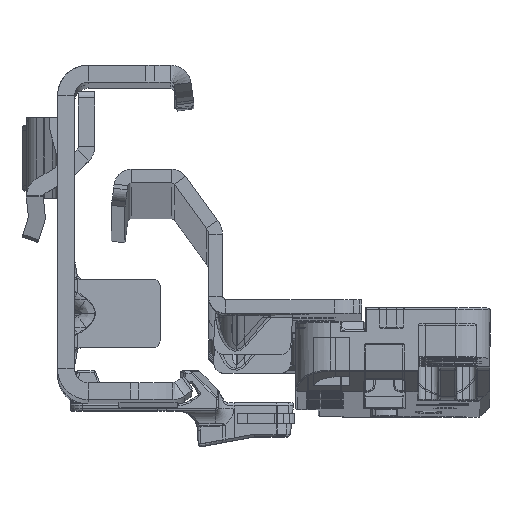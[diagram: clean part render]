
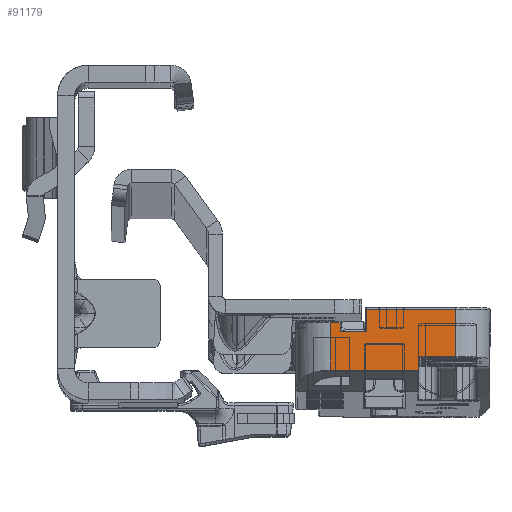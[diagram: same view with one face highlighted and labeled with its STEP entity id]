
A CAD part, top view. The second image highlights one B-rep face of the part: STEP entity #91179.
In plain terms, the highlighted face is planar.
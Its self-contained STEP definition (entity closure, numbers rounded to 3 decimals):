
#911 = EDGE_CURVE ( 'NONE', #56236, #74552, #40428, .T. ) ;
#1620 = VERTEX_POINT ( 'NONE', #21142 ) ;
#3028 = EDGE_LOOP ( 'NONE', ( #105440, #117220, #22468, #7770, #68925, #122006, #30259, #87307, #54263, #77426, #5427, #33914 ) ) ;
#3908 = EDGE_CURVE ( 'NONE', #10894, #43694, #65577, .T. ) ;
#5189 = PLANE ( 'NONE',  #31624 ) ;
#5427 = ORIENTED_EDGE ( 'NONE', *, *, #64808, .T. ) ;
#7222 = CARTESIAN_POINT ( 'NONE',  ( 19.8, -1.15, -284.5 ) ) ;
#7770 = ORIENTED_EDGE ( 'NONE', *, *, #52534, .F. ) ;
#8315 = VECTOR ( 'NONE', #122966, 1000. ) ;
#10894 = VERTEX_POINT ( 'NONE', #79042 ) ;
#10895 = DIRECTION ( 'NONE',  ( 1., 0., 0. ) ) ;
#12901 = AXIS2_PLACEMENT_3D ( 'NONE', #59193, #59826, #10895 ) ;
#13844 = CARTESIAN_POINT ( 'NONE',  ( 4.6, 0.1, -284.5 ) ) ;
#14495 = DIRECTION ( 'NONE',  ( 1., 0., 0. ) ) ;
#14785 = VERTEX_POINT ( 'NONE', #125671 ) ;
#15472 = DIRECTION ( 'NONE',  ( 0., 0., 1. ) ) ;
#16052 = LINE ( 'NONE', #122941, #25866 ) ;
#20730 = VERTEX_POINT ( 'NONE', #78738 ) ;
#21142 = CARTESIAN_POINT ( 'NONE',  ( -13.7, 2.1, -284.5 ) ) ;
#21994 = EDGE_CURVE ( 'NONE', #20730, #32605, #123763, .T. ) ;
#22468 = ORIENTED_EDGE ( 'NONE', *, *, #110904, .T. ) ;
#22474 = EDGE_CURVE ( 'NONE', #10894, #1620, #44432, .T. ) ;
#25866 = VECTOR ( 'NONE', #64332, 1000. ) ;
#30004 = CARTESIAN_POINT ( 'NONE',  ( -8.291, -6.749, -284.5 ) ) ;
#30114 = CARTESIAN_POINT ( 'NONE',  ( -8.273, -6.785, -284.5 ) ) ;
#30259 = ORIENTED_EDGE ( 'NONE', *, *, #92694, .F. ) ;
#31437 = CARTESIAN_POINT ( 'NONE',  ( -8.5, -5., -284.5 ) ) ;
#31624 = AXIS2_PLACEMENT_3D ( 'NONE', #83730, #15472, #105584 ) ;
#32063 = DIRECTION ( 'NONE',  ( 0., 1., 0. ) ) ;
#32605 = VERTEX_POINT ( 'NONE', #111828 ) ;
#33914 = ORIENTED_EDGE ( 'NONE', *, *, #107470, .T. ) ;
#34653 = CARTESIAN_POINT ( 'NONE',  ( -0.75, 2.1, -284.5 ) ) ;
#36145 = EDGE_CURVE ( 'NONE', #14785, #56236, #16052, .T. ) ;
#40283 = CARTESIAN_POINT ( 'NONE',  ( -8.273, -6.785, -284.5 ) ) ;
#40428 =( BOUNDED_CURVE ( )  B_SPLINE_CURVE ( 3, ( #40283, #30004, #51206, #69248 ),
 .UNSPECIFIED., .F., .T. ) 
 B_SPLINE_CURVE_WITH_KNOTS ( ( 4, 4 ),
 ( 1.047, 1.571 ),
 .UNSPECIFIED. ) 
 CURVE ( )  GEOMETRIC_REPRESENTATION_ITEM ( )  RATIONAL_B_SPLINE_CURVE ( ( 1., 0.977, 0.977, 1. ) ) 
 REPRESENTATION_ITEM ( '' )  );
#43694 = VERTEX_POINT ( 'NONE', #31437 ) ;
#44432 = LINE ( 'NONE', #113368, #8315 ) ;
#45113 = LINE ( 'NONE', #74735, #87396 ) ;
#45426 = CARTESIAN_POINT ( 'NONE',  ( 4.6, 0.1, -284.5 ) ) ;
#50560 = DIRECTION ( 'NONE',  ( 0., -1., 0. ) ) ;
#51206 = CARTESIAN_POINT ( 'NONE',  ( -8.3, -6.71, -284.5 ) ) ;
#52534 = EDGE_CURVE ( 'NONE', #14785, #109988, #121308, .T. ) ;
#53380 = CARTESIAN_POINT ( 'NONE',  ( -8.3, -5., -284.5 ) ) ;
#54263 = ORIENTED_EDGE ( 'NONE', *, *, #3908, .F. ) ;
#56236 = VERTEX_POINT ( 'NONE', #30114 ) ;
#57212 = EDGE_CURVE ( 'NONE', #32605, #107501, #101558, .T. ) ;
#57414 = DIRECTION ( 'NONE',  ( 1., 0., 0. ) ) ;
#57558 = VECTOR ( 'NONE', #123127, 1000. ) ;
#59193 = CARTESIAN_POINT ( 'NONE',  ( -8.5, -5.2, -284.5 ) ) ;
#59826 = DIRECTION ( 'NONE',  ( 0., 0., 1. ) ) ;
#63398 = CARTESIAN_POINT ( 'NONE',  ( -8.3, 0., -284.5 ) ) ;
#63870 = VECTOR ( 'NONE', #74612, 1000. ) ;
#64332 = DIRECTION ( 'NONE',  ( -1., 0., 0. ) ) ;
#64808 = EDGE_CURVE ( 'NONE', #1620, #113832, #115409, .T. ) ;
#65404 = VERTEX_POINT ( 'NONE', #76758 ) ;
#65577 = LINE ( 'NONE', #53380, #63870 ) ;
#68925 = ORIENTED_EDGE ( 'NONE', *, *, #36145, .T. ) ;
#69248 = CARTESIAN_POINT ( 'NONE',  ( -8.3, -6.669, -284.5 ) ) ;
#74552 = VERTEX_POINT ( 'NONE', #92335 ) ;
#74581 = CIRCLE ( 'NONE', #12901, 0.2 ) ;
#74612 = DIRECTION ( 'NONE',  ( 1., 0., 0. ) ) ;
#74735 = CARTESIAN_POINT ( 'NONE',  ( -0.75, -0.9, -284.5 ) ) ;
#76758 = CARTESIAN_POINT ( 'NONE',  ( -8.3, -5.2, -284.5 ) ) ;
#77076 = DIRECTION ( 'NONE',  ( 0., -1., 0. ) ) ;
#77426 = ORIENTED_EDGE ( 'NONE', *, *, #22474, .T. ) ;
#78738 = CARTESIAN_POINT ( 'NONE',  ( -0.75, -1.15, -284.5 ) ) ;
#79042 = CARTESIAN_POINT ( 'NONE',  ( -13.7, -5., -284.5 ) ) ;
#79193 = VECTOR ( 'NONE', #50560, 1000. ) ;
#82109 = LINE ( 'NONE', #63398, #79193 ) ;
#83730 = CARTESIAN_POINT ( 'NONE',  ( 19.8, 2.6, -284.5 ) ) ;
#87307 = ORIENTED_EDGE ( 'NONE', *, *, #96432, .T. ) ;
#87396 = VECTOR ( 'NONE', #77076, 1000. ) ;
#91179 = ADVANCED_FACE ( 'NONE', ( #93385 ), #5189, .F. ) ;
#92335 = CARTESIAN_POINT ( 'NONE',  ( -8.3, -6.669, -284.5 ) ) ;
#92694 = EDGE_CURVE ( 'NONE', #65404, #74552, #82109, .T. ) ;
#93385 = FACE_OUTER_BOUND ( 'NONE', #3028, .T. ) ;
#96432 = EDGE_CURVE ( 'NONE', #65404, #43694, #74581, .T. ) ;
#97052 = CARTESIAN_POINT ( 'NONE',  ( 3.15, 0.1, -284.5 ) ) ;
#98338 = VECTOR ( 'NONE', #14495, 1000. ) ;
#101558 = LINE ( 'NONE', #120885, #106831 ) ;
#102061 = LINE ( 'NONE', #13844, #98338 ) ;
#102626 = CARTESIAN_POINT ( 'NONE',  ( 4.6, -242.444, -284.5 ) ) ;
#105440 = ORIENTED_EDGE ( 'NONE', *, *, #21994, .T. ) ;
#105584 = DIRECTION ( 'NONE',  ( 1., 0., 0. ) ) ;
#106831 = VECTOR ( 'NONE', #32063, 1000. ) ;
#107470 = EDGE_CURVE ( 'NONE', #113832, #20730, #45113, .T. ) ;
#107501 = VERTEX_POINT ( 'NONE', #97052 ) ;
#109988 = VERTEX_POINT ( 'NONE', #45426 ) ;
#110904 = EDGE_CURVE ( 'NONE', #107501, #109988, #102061, .T. ) ;
#111828 = CARTESIAN_POINT ( 'NONE',  ( 3.15, -1.15, -284.5 ) ) ;
#113368 = CARTESIAN_POINT ( 'NONE',  ( -13.7, 2., -284.5 ) ) ;
#113832 = VERTEX_POINT ( 'NONE', #34653 ) ;
#115409 = LINE ( 'NONE', #126275, #118471 ) ;
#117220 = ORIENTED_EDGE ( 'NONE', *, *, #57212, .T. ) ;
#118471 = VECTOR ( 'NONE', #57414, 1000. ) ;
#120671 = DIRECTION ( 'NONE',  ( 0., 1., 0. ) ) ;
#120885 = CARTESIAN_POINT ( 'NONE',  ( 3.15, 0.1, -284.5 ) ) ;
#121308 = LINE ( 'NONE', #102626, #127369 ) ;
#122006 = ORIENTED_EDGE ( 'NONE', *, *, #911, .T. ) ;
#122941 = CARTESIAN_POINT ( 'NONE',  ( -8.3, -6.785, -284.5 ) ) ;
#122966 = DIRECTION ( 'NONE',  ( 0., 1., 0. ) ) ;
#123127 = DIRECTION ( 'NONE',  ( 1., 0., 0. ) ) ;
#123763 = LINE ( 'NONE', #7222, #57558 ) ;
#125671 = CARTESIAN_POINT ( 'NONE',  ( 4.6, -6.785, -284.5 ) ) ;
#126275 = CARTESIAN_POINT ( 'NONE',  ( -0.7, 2.1, -284.5 ) ) ;
#127369 = VECTOR ( 'NONE', #120671, 1000. ) ;
